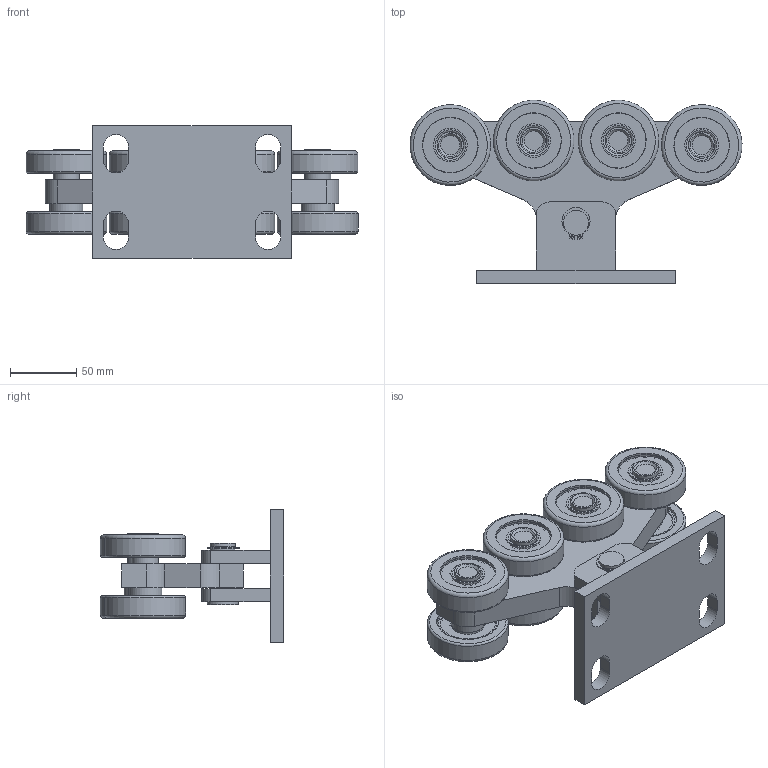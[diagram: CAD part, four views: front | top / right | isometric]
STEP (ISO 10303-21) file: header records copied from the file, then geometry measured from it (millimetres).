
FILE_DESCRIPTION(('STEP AP203'), '1');
FILE_NAME('倓006.05.00.000 捘 (恔)', '2015-09-29T06:00:49', (''), (''), 'ASCON STEP Converter 1.3', 'ASCON Math Kernel', '');
FILE_SCHEMA(('CONFIG_CONTROL_DESIGN'));
Length unit declared in the file: millimetre
Products named in the file (1): 1
Bounding box: 250.95 x 138.48 x 100 mm (x, y, z)
Volume: 735273.3 mm3; surface area: 207973.5 mm2
Topology: 1 solids, 25 shells, 412 faces, 762 edges, 481 vertices
Faces by surface type: plane 164, cylinder 162, torus 78, cone 8
Full cylindrical faces by diameter (mm): 2 x2, 17 x1, 19 x4, 20 x16, 20.1 x4, 21 x4, 23.5 x5, 25 x4, 25.4 x16, 27 x4, 27.29 x16, 39.71 x16, 41.6 x16, 42 x8, 47 x16, 61 x8
Entity records: 9264 total; most frequent: DIRECTION 1778, CARTESIAN_POINT 1430, ORIENTED_EDGE 1072, AXIS2_PLACEMENT_3D 829, EDGE_LOOP 780, EDGE_CURVE 536, VERTEX_POINT 480, FACE_OUTER_BOUND 419
